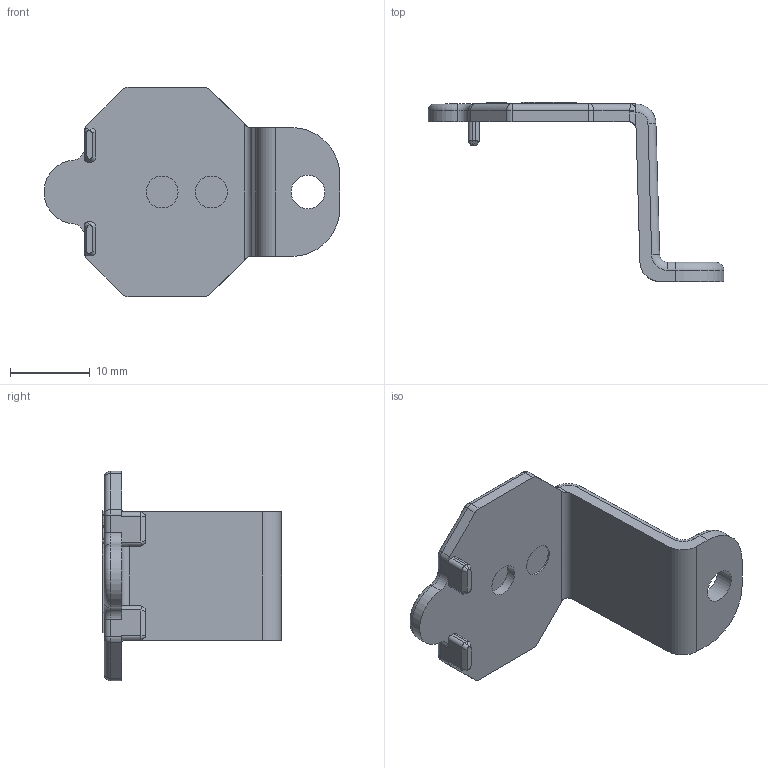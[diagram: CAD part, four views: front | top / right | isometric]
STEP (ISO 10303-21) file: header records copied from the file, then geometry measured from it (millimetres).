
FILE_DESCRIPTION(/* description */ ('Unknown'),/* implementation_level */ '2;1');
FILE_NAME(/* name */ '7427713',/* time_stamp */ '2023-08-08T11:43:41+02:00',/* author */ ('Unknown'),/* organization */ ('Unknown'),/* preprocessor_version */ 'ST-DEVELOPER v16.7',/* originating_system */ 'Solid Edge',/* authorisation */ 'Unknown');
FILE_SCHEMA (('AUTOMOTIVE_DESIGN {1 0 10303 214 3 1 1}'));
Length unit declared in the file: millimetre
Products named in the file (1): 7427713
Bounding box: 36.98 x 22.4 x 26.2 mm (x, y, z)
Volume: 2254.3 mm3; surface area: 2363.1 mm2
Topology: 1 solids, 1 shells, 609 faces, 1660 edges, 1095 vertices
Faces by surface type: plane 468, cylinder 98, bspline 26, torus 15, cone 2
Full cylindrical faces by diameter (mm): 0.241 x2, 0.743 x5, 4 x2, 4.2 x1
Entity records: 19684 total; most frequent: CARTESIAN_POINT 4399, ORIENTED_EDGE 3282, DIRECTION 2932, EDGE_CURVE 1641, LINE 1314, VECTOR 1314, VERTEX_POINT 1088, AXIS2_PLACEMENT_3D 809
